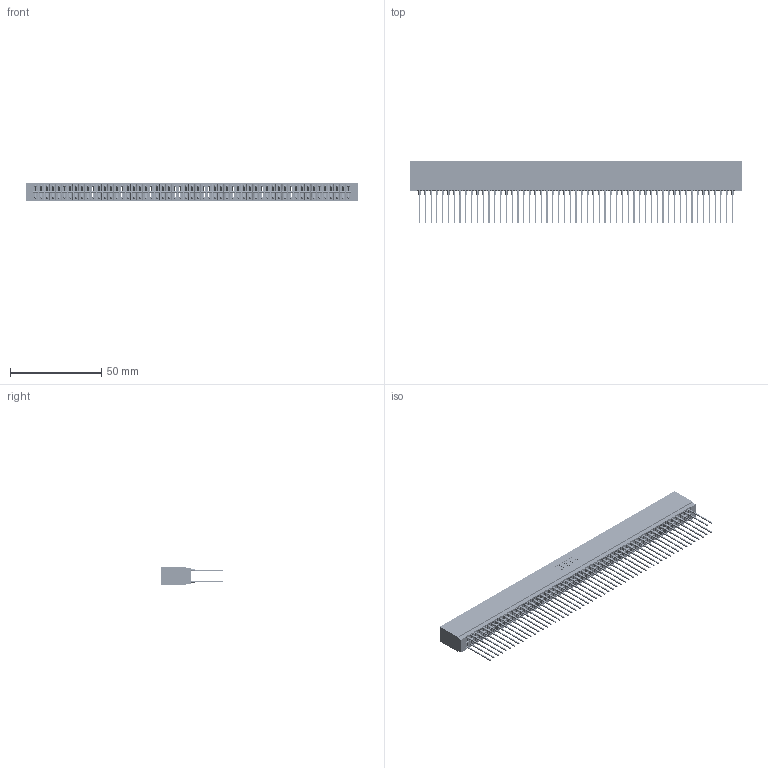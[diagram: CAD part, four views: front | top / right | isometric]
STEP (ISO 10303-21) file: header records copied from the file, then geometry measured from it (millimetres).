
FILE_DESCRIPTION (( 'STEP AP203' ), '1' );
FILE_NAME ('746-110-553-601.STEP', '2026-03-05T00:51:27', ( '' ), ( '' ), 'SwSTEP 2.0', 'SolidWorks 2023', '' );
FILE_SCHEMA (( 'CONFIG_CONTROL_DESIGN' ));
Length unit declared in the file: millimetre
Products named in the file (3): 746-110-553-601; 746 Part_.340 Slot Depth - 01; 746-292-001_553
Assembly tree (111 placements, depth 2):
  746-110-553-601
    746 Part_.340 Slot Depth - 01
    746-292-001_553  x110
Bounding box: 181.86 x 34.2 x 9.91 mm (x, y, z)
Volume: 21335.8 mm3; surface area: 33808.1 mm2
Topology: 111 solids, 111 shells, 9942 faces, 27323 edges, 17390 vertices
Faces by surface type: plane 5115, bspline 2200, cylinder 1967, torus 660
Entity records: 83035 total; most frequent: CARTESIAN_POINT 16395, ORIENTED_EDGE 14316, DIRECTION 11930, EDGE_CURVE 7158, LINE 6424, VECTOR 6424, VERTEX_POINT 4746, AXIS2_PLACEMENT_3D 2753
